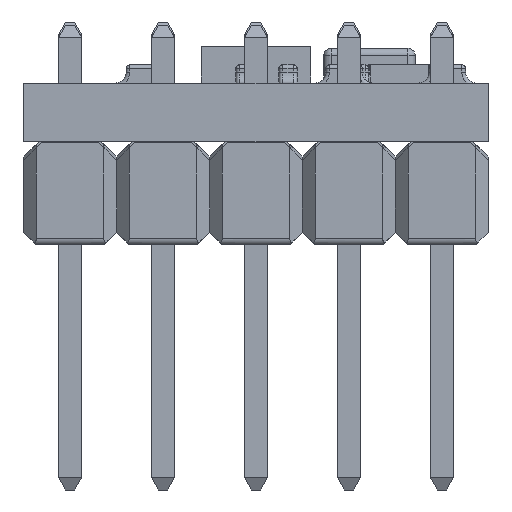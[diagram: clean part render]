
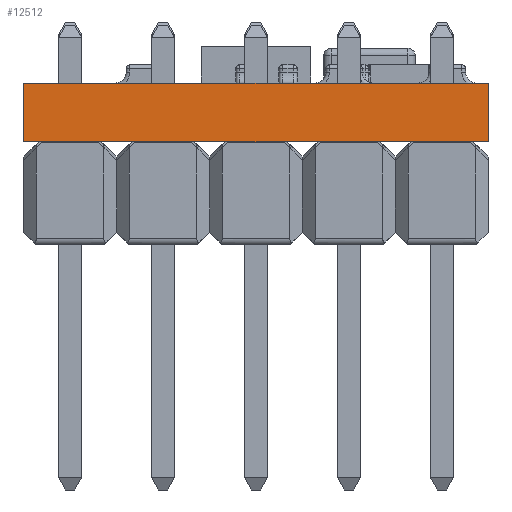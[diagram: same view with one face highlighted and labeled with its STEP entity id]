
A CAD part, front view. The second image highlights one B-rep face of the part: STEP entity #12512.
In plain terms, the highlighted planar face has unit normal (0, -1, 0).
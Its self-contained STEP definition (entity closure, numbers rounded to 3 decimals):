
#1752=FACE_OUTER_BOUND('',#2496,.T.);
#2496=EDGE_LOOP('',(#10022,#10023,#10024,#10025));
#3382=LINE('',#19860,#4628);
#3386=LINE('',#19868,#4632);
#3392=LINE('',#19879,#4638);
#3393=LINE('',#19881,#4639);
#4628=VECTOR('',#16262,12.7);
#4632=VECTOR('',#16268,1.6);
#4638=VECTOR('',#16278,1.6);
#4639=VECTOR('',#16281,12.7);
#5882=VERTEX_POINT('',#19858);
#5883=VERTEX_POINT('',#19859);
#5886=VERTEX_POINT('',#19867);
#5889=VERTEX_POINT('',#19877);
#7386=EDGE_CURVE('',#5882,#5883,#3382,.T.);
#7390=EDGE_CURVE('',#5886,#5883,#3386,.T.);
#7396=EDGE_CURVE('',#5882,#5889,#3392,.T.);
#7397=EDGE_CURVE('',#5886,#5889,#3393,.T.);
#10022=ORIENTED_EDGE('',*,*,#7396,.T.);
#10023=ORIENTED_EDGE('',*,*,#7397,.F.);
#10024=ORIENTED_EDGE('',*,*,#7390,.T.);
#10025=ORIENTED_EDGE('',*,*,#7386,.F.);
#11798=PLANE('',#13652);
#12512=ADVANCED_FACE('',(#1752),#11798,.T.);
#13652=AXIS2_PLACEMENT_3D('',#19880,#16279,#16280);
#16262=DIRECTION('',(-1.,0.,0.));
#16268=DIRECTION('',(0.,0.,-1.));
#16278=DIRECTION('',(0.,0.,1.));
#16279=DIRECTION('center_axis',(0.,-1.,0.));
#16280=DIRECTION('ref_axis',(1.,0.,0.));
#16281=DIRECTION('',(1.,0.,0.));
#19858=CARTESIAN_POINT('',(6.35,-8.89,-0.8));
#19859=CARTESIAN_POINT('',(-6.35,-8.89,-0.8));
#19860=CARTESIAN_POINT('',(-6.35,-8.89,-0.8));
#19867=CARTESIAN_POINT('',(-6.35,-8.89,0.8));
#19868=CARTESIAN_POINT('',(-6.35,-8.89,0.));
#19877=CARTESIAN_POINT('',(6.35,-8.89,0.8));
#19879=CARTESIAN_POINT('',(6.35,-8.89,0.));
#19880=CARTESIAN_POINT('Origin',(-6.35,-8.89,0.));
#19881=CARTESIAN_POINT('',(-6.35,-8.89,0.8));
